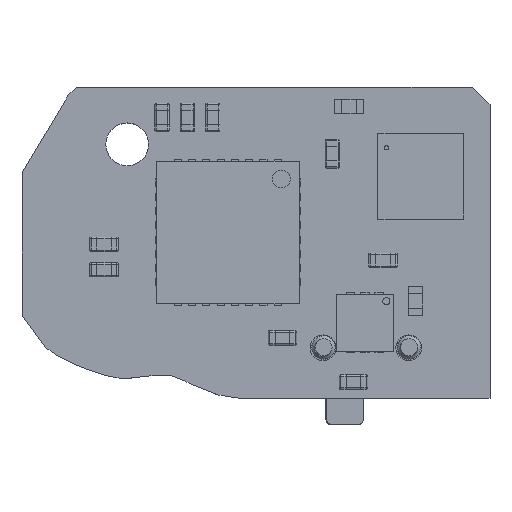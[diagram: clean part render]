
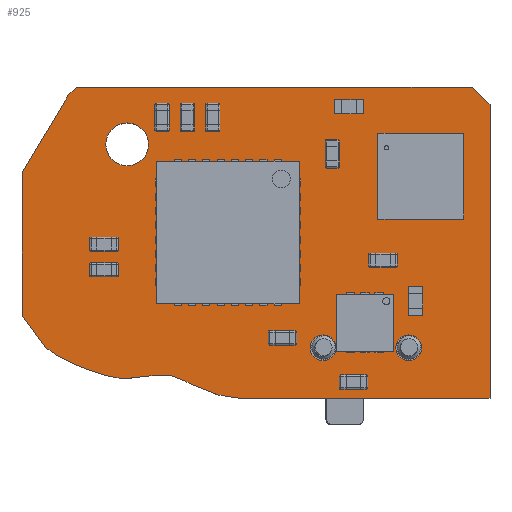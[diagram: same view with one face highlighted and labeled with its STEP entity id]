
A CAD part, top view. The second image highlights one B-rep face of the part: STEP entity #925.
In plain terms, the highlighted planar face has unit normal (0, 0, 1).
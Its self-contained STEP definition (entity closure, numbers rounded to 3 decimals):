
#176 = VERTEX_POINT('',#177);
#177 = CARTESIAN_POINT('',(137.484,113.545,0.804));
#183 = EDGE_CURVE('',#176,#184,#186,.T.);
#184 = VERTEX_POINT('',#185);
#185 = CARTESIAN_POINT('',(137.984,113.345,0.804));
#186 = LINE('',#187,#188);
#187 = CARTESIAN_POINT('',(137.484,113.545,0.804));
#188 = VECTOR('',#189,1.);
#189 = DIRECTION('',(0.928,-0.371,0.));
#214 = EDGE_CURVE('',#184,#215,#217,.T.);
#215 = VERTEX_POINT('',#216);
#216 = CARTESIAN_POINT('',(138.584,113.145,0.804));
#217 = LINE('',#218,#219);
#218 = CARTESIAN_POINT('',(137.984,113.345,0.804));
#219 = VECTOR('',#220,1.);
#220 = DIRECTION('',(0.949,-0.316,0.));
#245 = EDGE_CURVE('',#215,#246,#248,.T.);
#246 = VERTEX_POINT('',#247);
#247 = CARTESIAN_POINT('',(139.084,113.045,0.804));
#248 = LINE('',#249,#250);
#249 = CARTESIAN_POINT('',(138.584,113.145,0.804));
#250 = VECTOR('',#251,1.);
#251 = DIRECTION('',(0.981,-0.196,0.));
#276 = EDGE_CURVE('',#246,#277,#279,.T.);
#277 = VERTEX_POINT('',#278);
#278 = CARTESIAN_POINT('',(139.484,113.045,0.804));
#279 = LINE('',#280,#281);
#280 = CARTESIAN_POINT('',(139.084,113.045,0.804));
#281 = VECTOR('',#282,1.);
#282 = DIRECTION('',(1.,0.,0.));
#307 = EDGE_CURVE('',#277,#308,#310,.T.);
#308 = VERTEX_POINT('',#309);
#309 = CARTESIAN_POINT('',(140.384,113.145,0.804));
#310 = LINE('',#311,#312);
#311 = CARTESIAN_POINT('',(139.484,113.045,0.804));
#312 = VECTOR('',#313,1.);
#313 = DIRECTION('',(0.994,0.11,0.));
#338 = EDGE_CURVE('',#308,#339,#341,.T.);
#339 = VERTEX_POINT('',#340);
#340 = CARTESIAN_POINT('',(140.884,113.145,0.804));
#341 = LINE('',#342,#343);
#342 = CARTESIAN_POINT('',(140.384,113.145,0.804));
#343 = VECTOR('',#344,1.);
#344 = DIRECTION('',(1.,0.,0.));
#369 = EDGE_CURVE('',#339,#370,#372,.T.);
#370 = VERTEX_POINT('',#371);
#371 = CARTESIAN_POINT('',(141.384,112.945,0.804));
#372 = LINE('',#373,#374);
#373 = CARTESIAN_POINT('',(140.884,113.145,0.804));
#374 = VECTOR('',#375,1.);
#375 = DIRECTION('',(0.928,-0.371,0.));
#400 = EDGE_CURVE('',#370,#401,#403,.T.);
#401 = VERTEX_POINT('',#402);
#402 = CARTESIAN_POINT('',(141.584,112.845,0.804));
#403 = LINE('',#404,#405);
#404 = CARTESIAN_POINT('',(141.384,112.945,0.804));
#405 = VECTOR('',#406,1.);
#406 = DIRECTION('',(0.894,-0.447,0.));
#431 = EDGE_CURVE('',#401,#432,#434,.T.);
#432 = VERTEX_POINT('',#433);
#433 = CARTESIAN_POINT('',(142.584,112.445,0.804));
#434 = LINE('',#435,#436);
#435 = CARTESIAN_POINT('',(141.584,112.845,0.804));
#436 = VECTOR('',#437,1.);
#437 = DIRECTION('',(0.928,-0.371,0.));
#462 = EDGE_CURVE('',#432,#463,#465,.T.);
#463 = VERTEX_POINT('',#464);
#464 = CARTESIAN_POINT('',(143.284,112.345,0.804));
#465 = LINE('',#466,#467);
#466 = CARTESIAN_POINT('',(142.584,112.445,0.804));
#467 = VECTOR('',#468,1.);
#468 = DIRECTION('',(0.99,-0.141,0.));
#493 = EDGE_CURVE('',#463,#494,#496,.T.);
#494 = VERTEX_POINT('',#495);
#495 = CARTESIAN_POINT('',(152.084,112.345,0.804));
#496 = LINE('',#497,#498);
#497 = CARTESIAN_POINT('',(143.284,112.345,0.804));
#498 = VECTOR('',#499,1.);
#499 = DIRECTION('',(1.,0.,0.));
#524 = EDGE_CURVE('',#494,#525,#527,.T.);
#525 = VERTEX_POINT('',#526);
#526 = CARTESIAN_POINT('',(152.084,122.617,0.804));
#527 = LINE('',#528,#529);
#528 = CARTESIAN_POINT('',(152.084,112.345,0.804));
#529 = VECTOR('',#530,1.);
#530 = DIRECTION('',(0.,1.,0.));
#555 = EDGE_CURVE('',#525,#556,#558,.T.);
#556 = VERTEX_POINT('',#557);
#557 = CARTESIAN_POINT('',(151.456,123.245,0.804));
#558 = LINE('',#559,#560);
#559 = CARTESIAN_POINT('',(152.084,122.617,0.804));
#560 = VECTOR('',#561,1.);
#561 = DIRECTION('',(-0.707,0.707,0.));
#586 = EDGE_CURVE('',#556,#587,#589,.T.);
#587 = VERTEX_POINT('',#588);
#588 = CARTESIAN_POINT('',(137.596,123.245,0.804));
#589 = LINE('',#590,#591);
#590 = CARTESIAN_POINT('',(151.456,123.245,0.804));
#591 = VECTOR('',#592,1.);
#592 = DIRECTION('',(-1.,0.,0.));
#617 = EDGE_CURVE('',#587,#618,#620,.T.);
#618 = VERTEX_POINT('',#619);
#619 = CARTESIAN_POINT('',(137.317,122.966,0.804));
#620 = LINE('',#621,#622);
#621 = CARTESIAN_POINT('',(137.596,123.245,0.804));
#622 = VECTOR('',#623,1.);
#623 = DIRECTION('',(-0.707,-0.707,0.));
#648 = EDGE_CURVE('',#618,#649,#651,.T.);
#649 = VERTEX_POINT('',#650);
#650 = CARTESIAN_POINT('',(135.684,120.245,0.804));
#651 = LINE('',#652,#653);
#652 = CARTESIAN_POINT('',(137.317,122.966,0.804));
#653 = VECTOR('',#654,1.);
#654 = DIRECTION('',(-0.515,-0.857,0.));
#679 = EDGE_CURVE('',#649,#680,#682,.T.);
#680 = VERTEX_POINT('',#681);
#681 = CARTESIAN_POINT('',(135.684,115.245,0.804));
#682 = LINE('',#683,#684);
#683 = CARTESIAN_POINT('',(135.684,120.245,0.804));
#684 = VECTOR('',#685,1.);
#685 = DIRECTION('',(0.,-1.,0.));
#710 = EDGE_CURVE('',#680,#711,#713,.T.);
#711 = VERTEX_POINT('',#712);
#712 = CARTESIAN_POINT('',(136.484,114.145,0.804));
#713 = LINE('',#714,#715);
#714 = CARTESIAN_POINT('',(135.684,115.245,0.804));
#715 = VECTOR('',#716,1.);
#716 = DIRECTION('',(0.588,-0.809,0.));
#741 = EDGE_CURVE('',#711,#742,#744,.T.);
#742 = VERTEX_POINT('',#743);
#743 = CARTESIAN_POINT('',(136.884,113.845,0.804));
#744 = LINE('',#745,#746);
#745 = CARTESIAN_POINT('',(136.484,114.145,0.804));
#746 = VECTOR('',#747,1.);
#747 = DIRECTION('',(0.8,-0.6,0.));
#772 = EDGE_CURVE('',#742,#176,#773,.T.);
#773 = LINE('',#774,#775);
#774 = CARTESIAN_POINT('',(136.884,113.845,0.804));
#775 = VECTOR('',#776,1.);
#776 = DIRECTION('',(0.894,-0.447,0.));
#796 = VERTEX_POINT('',#797);
#797 = CARTESIAN_POINT('',(140.12,121.234,0.804));
#803 = EDGE_CURVE('',#796,#796,#804,.T.);
#804 = CIRCLE('',#805,0.75);
#805 = AXIS2_PLACEMENT_3D('',#806,#807,#808);
#806 = CARTESIAN_POINT('',(139.37,121.234,0.804));
#807 = DIRECTION('',(0.,0.,1.));
#808 = DIRECTION('',(1.,0.,0.));
#829 = VERTEX_POINT('',#830);
#830 = CARTESIAN_POINT('',(149.684,114.105,0.804));
#836 = EDGE_CURVE('',#829,#829,#837,.T.);
#837 = CIRCLE('',#838,0.45);
#838 = AXIS2_PLACEMENT_3D('',#839,#840,#841);
#839 = CARTESIAN_POINT('',(149.234,114.105,0.804));
#840 = DIRECTION('',(0.,0.,1.));
#841 = DIRECTION('',(1.,0.,0.));
#862 = VERTEX_POINT('',#863);
#863 = CARTESIAN_POINT('',(146.684,114.105,0.804));
#869 = EDGE_CURVE('',#862,#862,#870,.T.);
#870 = CIRCLE('',#871,0.45);
#871 = AXIS2_PLACEMENT_3D('',#872,#873,#874);
#872 = CARTESIAN_POINT('',(146.234,114.105,0.804));
#873 = DIRECTION('',(0.,0.,1.));
#874 = DIRECTION('',(1.,0.,0.));
#925 = ADVANCED_FACE('',(#926,#948,#951,#954),#957,.F.);
#926 = FACE_BOUND('',#927,.T.);
#927 = EDGE_LOOP('',(#928,#929,#930,#931,#932,#933,#934,#935,#936,#937,
    #938,#939,#940,#941,#942,#943,#944,#945,#946,#947));
#928 = ORIENTED_EDGE('',*,*,#183,.T.);
#929 = ORIENTED_EDGE('',*,*,#214,.T.);
#930 = ORIENTED_EDGE('',*,*,#245,.T.);
#931 = ORIENTED_EDGE('',*,*,#276,.T.);
#932 = ORIENTED_EDGE('',*,*,#307,.T.);
#933 = ORIENTED_EDGE('',*,*,#338,.T.);
#934 = ORIENTED_EDGE('',*,*,#369,.T.);
#935 = ORIENTED_EDGE('',*,*,#400,.T.);
#936 = ORIENTED_EDGE('',*,*,#431,.T.);
#937 = ORIENTED_EDGE('',*,*,#462,.T.);
#938 = ORIENTED_EDGE('',*,*,#493,.T.);
#939 = ORIENTED_EDGE('',*,*,#524,.T.);
#940 = ORIENTED_EDGE('',*,*,#555,.T.);
#941 = ORIENTED_EDGE('',*,*,#586,.T.);
#942 = ORIENTED_EDGE('',*,*,#617,.T.);
#943 = ORIENTED_EDGE('',*,*,#648,.T.);
#944 = ORIENTED_EDGE('',*,*,#679,.T.);
#945 = ORIENTED_EDGE('',*,*,#710,.T.);
#946 = ORIENTED_EDGE('',*,*,#741,.T.);
#947 = ORIENTED_EDGE('',*,*,#772,.T.);
#948 = FACE_BOUND('',#949,.F.);
#949 = EDGE_LOOP('',(#950));
#950 = ORIENTED_EDGE('',*,*,#803,.T.);
#951 = FACE_BOUND('',#952,.F.);
#952 = EDGE_LOOP('',(#953));
#953 = ORIENTED_EDGE('',*,*,#836,.T.);
#954 = FACE_BOUND('',#955,.F.);
#955 = EDGE_LOOP('',(#956));
#956 = ORIENTED_EDGE('',*,*,#869,.T.);
#957 = PLANE('',#958);
#958 = AXIS2_PLACEMENT_3D('',#959,#960,#961);
#959 = CARTESIAN_POINT('',(137.484,113.545,0.804));
#960 = DIRECTION('',(0.,0.,-1.));
#961 = DIRECTION('',(-1.,0.,0.));
